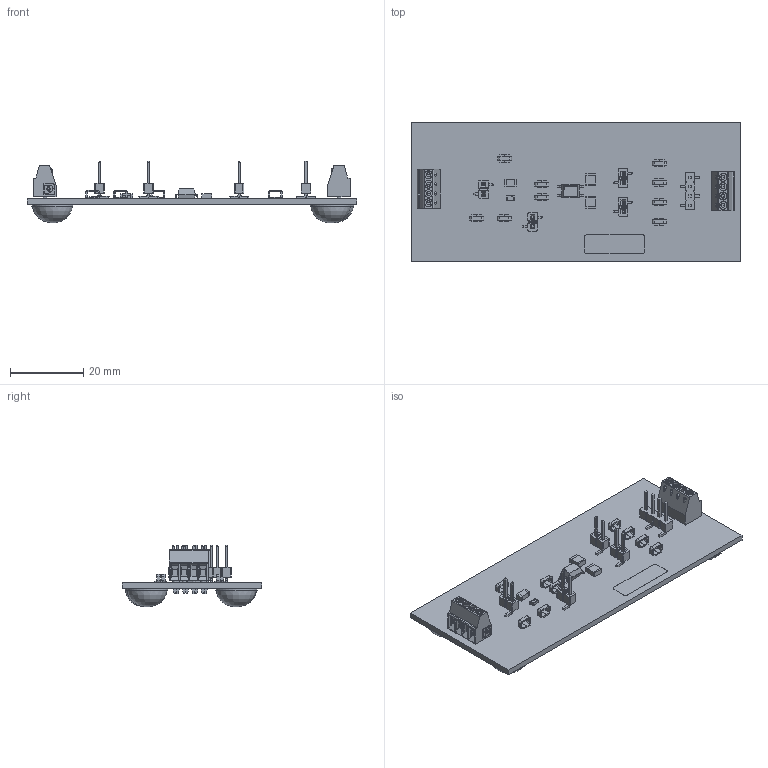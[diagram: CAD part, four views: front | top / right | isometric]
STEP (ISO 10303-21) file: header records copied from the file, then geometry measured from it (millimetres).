
FILE_DESCRIPTION(('Open CASCADE Model'),'2;1');
FILE_NAME('Open CASCADE Shape Model','2024-03-15T12:09:17',('Author'),( 'Open CASCADE'),'Open CASCADE STEP processor 7.5','Open CASCADE 7.5' ,'Unknown');
FILE_SCHEMA(('AUTOMOTIVE_DESIGN { 1 0 10303 214 1 1 1 1 }'));
Length unit declared in the file: millimetre
Products named in the file (59): PCB; Board; Open CASCADE STEP translator 7.5 1.1.1; TP8; 5019; J1; 1725672; TP0; R6; 6437023488; Extruded; 6437023328; R5; R4; Res_HCJ0805ZT0R00_0805; 1; 2; 3; Stackpole Electronics Logo; R1; 6437022448; 6437022288; J7; Conn_TSM-102-01-L-SV-P-TR_HDR2; Package; Pins; Logo; J6; J5; Conn_TSM-104-01-L-SV-P-TR_HDR4; J4; J3; ISOM8610DFGEVM; 6437023568; TP2; TP7; TP6; TP5; TP4; TP3 ...
Assembly tree (78 placements, depth 4):
  PCB
    Board
      Open CASCADE STEP translator 7.5 1.1.1
    TP8
      5019
    J1
      1725672
    TP0
      5019
    R6
      6437023488  x2
        Extruded
      6437023328
        Extruded
    R5
      6437023488  x2
        Extruded
      6437023328
        Extruded
    R4
      Res_HCJ0805ZT0R00_0805
        1
        2
        3
        Stackpole Electronics Logo
    R1
      6437022448  x2
        Extruded
      6437022288
        Extruded
    J7
      Conn_TSM-102-01-L-SV-P-TR_HDR2
        Package
        Pins
        Logo
    J6
      1725672
    J5
      Conn_TSM-104-01-L-SV-P-TR_HDR4
      Conn_TSM-104-01-L-SV-P-TR_HDR4
      Conn_TSM-104-01-L-SV-P-TR_HDR4
      Conn_TSM-104-01-L-SV-P-TR_HDR4
    J4
      Conn_TSM-102-01-L-SV-P-TR_HDR2
        Package
        Pins
        Logo
    J3
      Conn_TSM-102-01-L-SV-P-TR_HDR2
        Package
        Pins
        Logo
    ISOM8610DFGEVM
      6437023568
        Extruded
    TP2
      5019
    TP7
      5019
    TP6
Bounding box: 89.87 x 38.1 x 16.82 mm (x, y, z)
Volume: 7947.3 mm3; surface area: 11081.7 mm2
Topology: 91 solids, 91 shells, 2549 faces, 6311 edges, 4000 vertices
Faces by surface type: plane 1638, cylinder 367, bspline 322, extrusion 194, sphere 24, revolution 4
Full cylindrical faces by diameter (mm): 0.005 x4, 0.092 x1, 1.1 x8, 11.1 x4
Entity records: 50393 total; most frequent: CARTESIAN_POINT 12577, ORIENTED_EDGE 7742, DIRECTION 5707, EDGE_CURVE 3871, VECTOR 2688, VERTEX_POINT 2524, LINE 2494, FACE_BOUND 1559
